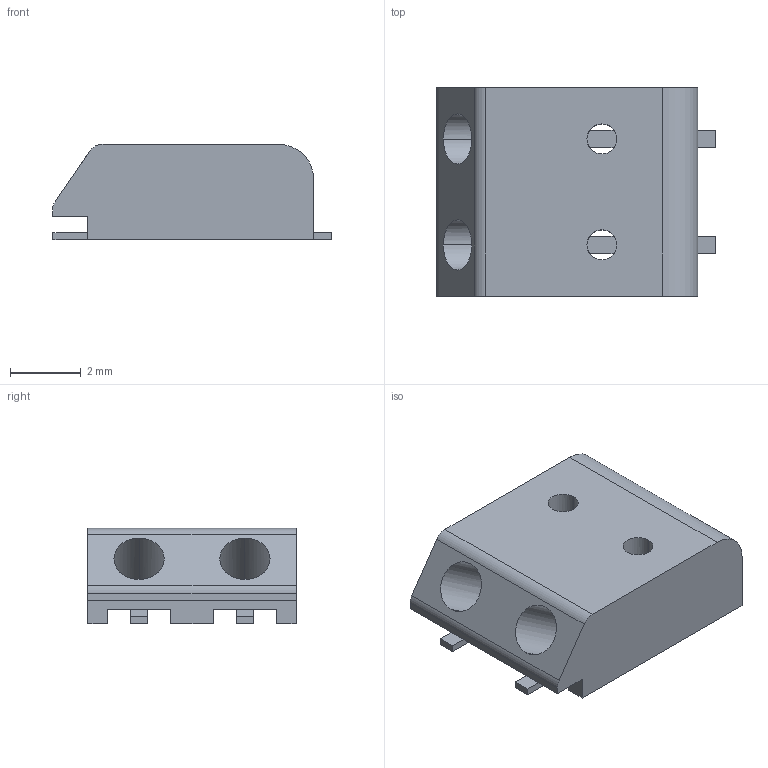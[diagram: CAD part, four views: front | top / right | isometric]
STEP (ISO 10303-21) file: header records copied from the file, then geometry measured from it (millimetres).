
FILE_DESCRIPTION (( 'STEP AP214' ), '1' );
FILE_NAME ('CONN-SMD_2059-302.step', '2022-08-01T03:43:39', ( '' ), ( '' ), 'SwSTEP 2.0', 'SolidWorks 2020', '' );
FILE_SCHEMA (( 'AUTOMOTIVE_DESIGN' ));
Length unit declared in the file: millimetre
Products named in the file (1): CONN-SMD_2059-302
Bounding box: 7.9 x 5.9 x 2.7 mm (x, y, z)
Volume: 88.6 mm3; surface area: 197.9 mm2
Topology: 14 solids, 14 shells, 363 faces, 1002 edges, 668 vertices
Faces by surface type: plane 238, bspline 114, cylinder 11
Entity records: 16120 total; most frequent: CARTESIAN_POINT 4432, ORIENTED_EDGE 2004, DIRECTION 1296, EDGE_CURVE 1002, VECTOR 720, LINE 720, VERTEX_POINT 668, EDGE_LOOP 392
